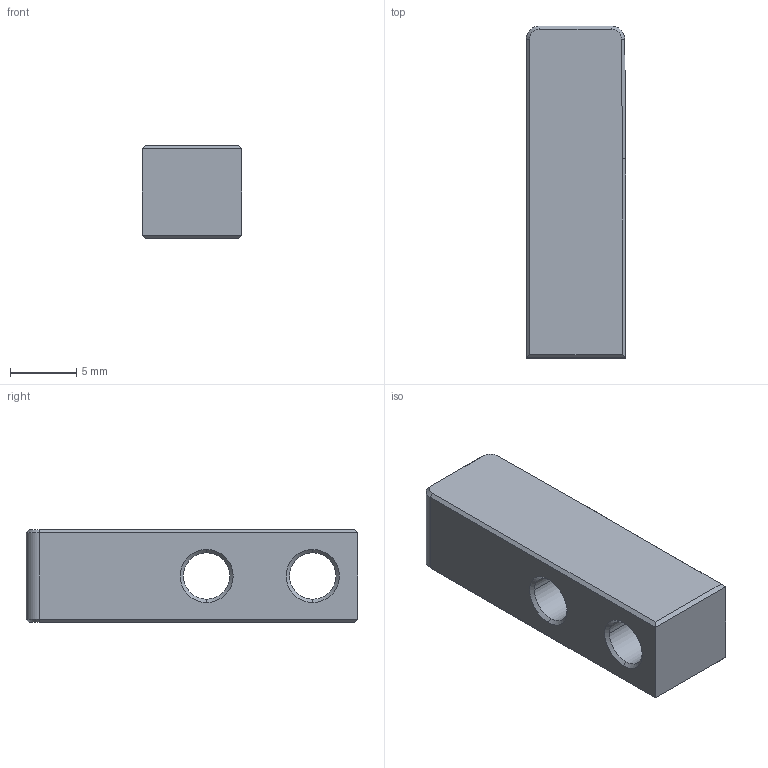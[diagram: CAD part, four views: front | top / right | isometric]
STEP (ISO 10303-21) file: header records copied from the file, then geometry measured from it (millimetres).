
FILE_DESCRIPTION(('STEP AP214'),'1');
FILE_NAME('SER-137-002.step','2017-08-18T09:54:07',(' '),(' '),'Spatial InterOp 3D',' ',' ');
FILE_SCHEMA(('automotive_design'));
Length unit declared in the file: millimetre
Products named in the file (1): Doigts bord fin A
Bounding box: 7.5 x 25 x 7 mm (x, y, z)
Volume: 1043.6 mm3; surface area: 964.9 mm2
Topology: 1 solids, 1 shells, 47 faces, 117 edges, 72 vertices
Faces by surface type: plane 21, cone 16, cylinder 10
Entity records: 1799 total; most frequent: DIRECTION 265, CARTESIAN_POINT 237, ORIENTED_EDGE 234, EDGE_CURVE 117, AXIS2_PLACEMENT_3D 100, VERTEX_POINT 72, LINE 65, VECTOR 65
